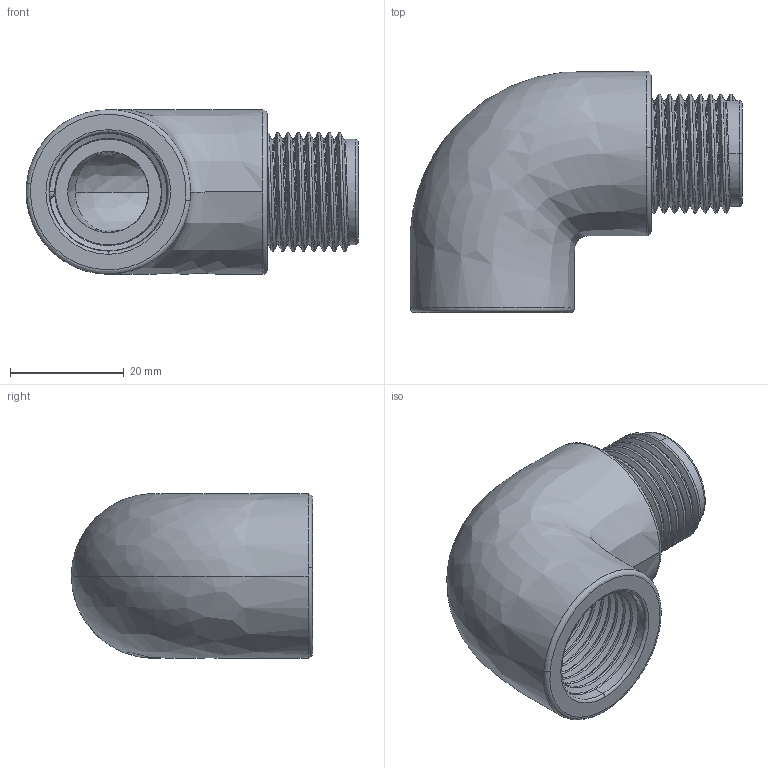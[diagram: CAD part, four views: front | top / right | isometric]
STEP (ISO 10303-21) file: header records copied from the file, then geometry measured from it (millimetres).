
FILE_DESCRIPTION (( 'STEP AP203' ), '1' );
FILE_NAME ('00252_0303.STEP', '2017-05-17T13:15:18', ( '' ), ( '' ), 'SwSTEP 2.0', 'SolidWorks 2011', '' );
FILE_SCHEMA (( 'CONFIG_CONTROL_DESIGN' ));
Length unit declared in the file: millimetre
Products named in the file (1): 00252_0303
Bounding box: 58.5 x 42.5 x 29 mm (x, y, z)
Volume: 24269.1 mm3; surface area: 10848.6 mm2
Topology: 1 solids, 1 shells, 74 faces, 205 edges, 130 vertices
Faces by surface type: cylinder 34, bspline 20, torus 12, plane 4, cone 4
Entity records: 11981 total; most frequent: CARTESIAN_POINT 10405, ORIENTED_EDGE 400, DIRECTION 222, EDGE_CURVE 200, VERTEX_POINT 130, AXIS2_PLACEMENT_3D 93, EDGE_LOOP 78, FACE_OUTER_BOUND 74
